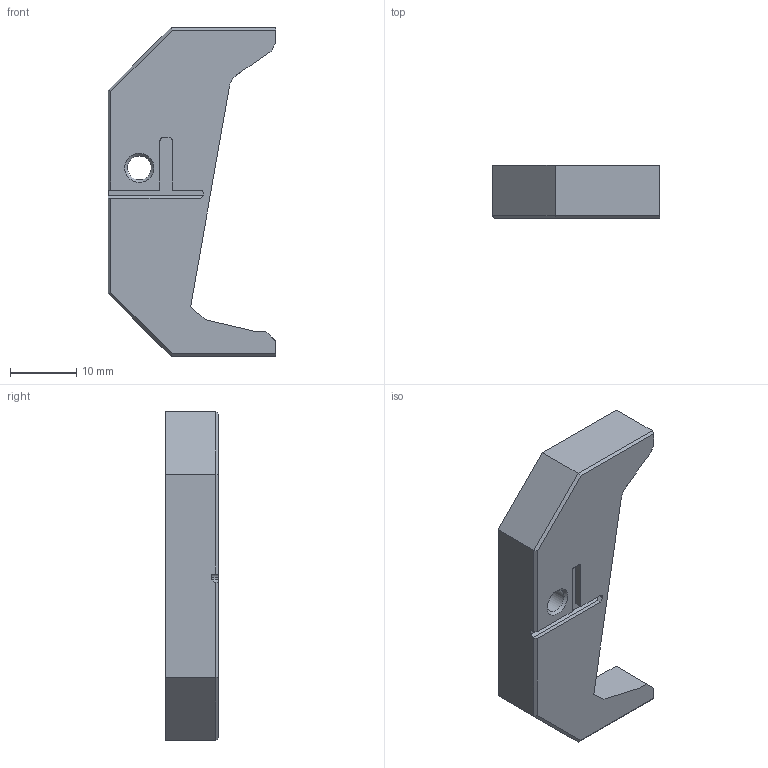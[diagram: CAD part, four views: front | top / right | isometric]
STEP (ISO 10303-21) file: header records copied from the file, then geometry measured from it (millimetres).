
FILE_DESCRIPTION(/* description */ ('','CAx-IF Rec.Pracs.---Representation and Presentation of Product Manufacturing Information (PMI)---4.0---2014-10-13'),/* implementation_level */ '2;1');
FILE_NAME(/* name */ 'Blobifier A4T Taller v5.step',/* time_stamp */ '2025-03-16T10:04:36Z',/* author */ (''),/* organization */ (''),/* preprocessor_version */ 'ST-DEVELOPER v20',/* originating_system */ 'Autodesk Translation Framework v13.20.0.188',/* authorisation */ '');
FILE_SCHEMA (('AP242_MANAGED_MODEL_BASED_3D_ENGINEERING_MIM_LF { 1 0 10303 442 1 1 4 }'));
Length unit declared in the file: millimetre
Products named in the file (1): Configuration 1
Bounding box: 25.31 x 8 x 49.71 mm (x, y, z)
Volume: 4890.2 mm3; surface area: 2747.2 mm2
Topology: 1 solids, 1 shells, 57 faces, 154 edges, 100 vertices
Faces by surface type: plane 42, cylinder 8, bspline 6, cone 1
Full cylindrical faces by diameter (mm): 3.6 x1, 6.6 x1
Entity records: 1887 total; most frequent: CARTESIAN_POINT 449, ORIENTED_EDGE 308, DIRECTION 262, EDGE_CURVE 154, LINE 124, VECTOR 124, VERTEX_POINT 100, AXIS2_PLACEMENT_3D 69
